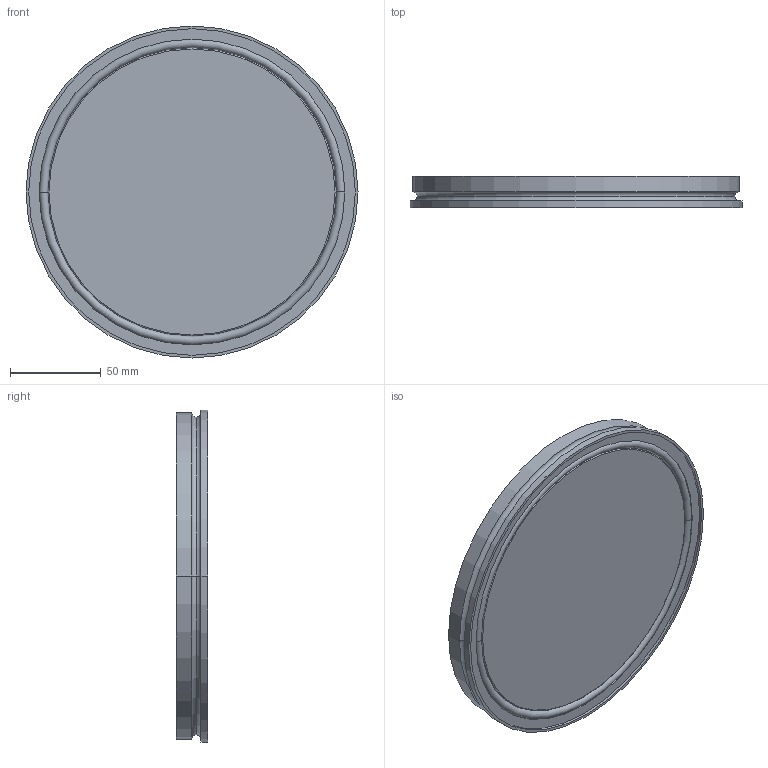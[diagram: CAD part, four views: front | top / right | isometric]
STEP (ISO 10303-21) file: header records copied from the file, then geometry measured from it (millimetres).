
FILE_DESCRIPTION (( 'STEP AP214' ), '1' );
FILE_NAME ('Hositrad_HVP-ISO160.STEP', '2012-11-23T11:58:48', ( '' ), ( '' ), 'SwSTEP 2.0', 'SolidWorks 2012', '' );
FILE_SCHEMA (( 'AUTOMOTIVE_DESIGN' ));
Length unit declared in the file: millimetre
Products named in the file (3): Hositrad_HVP-ISO160; ISO-Viewport-All_SG160; Glass-ISO6000
Assembly tree (2 placements, depth 2):
  Hositrad_HVP-ISO160
    ISO-Viewport-All_SG160
    Glass-ISO6000
Bounding box: 183 x 17.2 x 183 mm (x, y, z)
Volume: 283889.3 mm3; surface area: 87268.6 mm2
Topology: 3 solids, 3 shells, 44 faces, 86 edges, 52 vertices
Faces by surface type: cylinder 18, torus 14, plane 10, cone 2
Entity records: 1330 total; most frequent: DIRECTION 250, CARTESIAN_POINT 187, ORIENTED_EDGE 172, AXIS2_PLACEMENT_3D 115, EDGE_CURVE 86, CIRCLE 66, VERTEX_POINT 52, EDGE_LOOP 52
